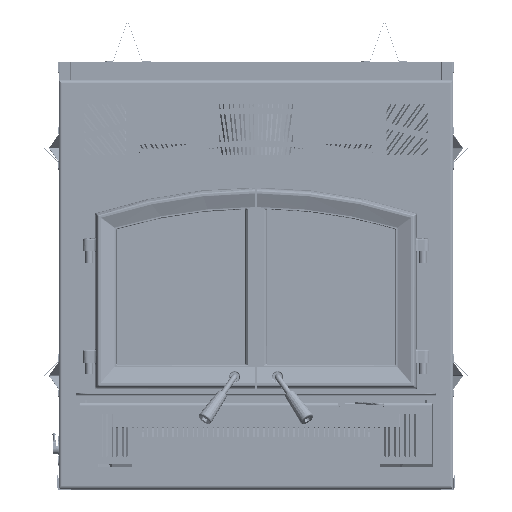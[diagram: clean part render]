
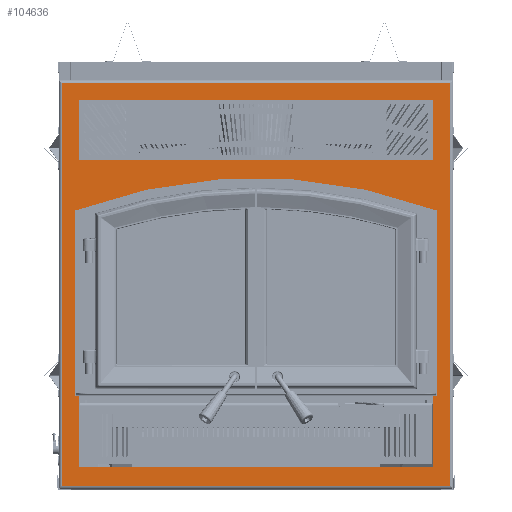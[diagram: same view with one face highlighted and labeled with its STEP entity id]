
A CAD part, front view. The second image highlights one B-rep face of the part: STEP entity #104636.
In plain terms, the highlighted planar face has unit normal (0, -1, 0).
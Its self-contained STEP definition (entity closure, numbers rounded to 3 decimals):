
#7325=CIRCLE('',#119548,0.063);
#7326=CIRCLE('',#119549,0.031);
#7327=CIRCLE('',#119550,0.031);
#7328=CIRCLE('',#119551,45.006);
#7329=CIRCLE('',#119552,0.031);
#7330=CIRCLE('',#119553,0.031);
#7331=CIRCLE('',#119554,0.063);
#7332=CIRCLE('',#119555,0.125);
#7333=CIRCLE('',#119556,0.125);
#7334=CIRCLE('',#119557,0.125);
#7335=CIRCLE('',#119558,0.125);
#26756=ORIENTED_EDGE('',*,*,#48116,.T.);
#26757=ORIENTED_EDGE('',*,*,#48121,.T.);
#26758=ORIENTED_EDGE('',*,*,#48122,.F.);
#26759=ORIENTED_EDGE('',*,*,#48123,.T.);
#26760=ORIENTED_EDGE('',*,*,#48124,.F.);
#26761=ORIENTED_EDGE('',*,*,#48125,.T.);
#26762=ORIENTED_EDGE('',*,*,#48126,.T.);
#26763=ORIENTED_EDGE('',*,*,#48127,.T.);
#26764=ORIENTED_EDGE('',*,*,#48128,.F.);
#26765=ORIENTED_EDGE('',*,*,#48129,.T.);
#26766=ORIENTED_EDGE('',*,*,#48130,.F.);
#26767=ORIENTED_EDGE('',*,*,#48131,.T.);
#26768=ORIENTED_EDGE('',*,*,#48118,.T.);
#26769=ORIENTED_EDGE('',*,*,#48132,.T.);
#26770=ORIENTED_EDGE('',*,*,#48133,.F.);
#26771=ORIENTED_EDGE('',*,*,#48134,.T.);
#26772=ORIENTED_EDGE('',*,*,#48135,.T.);
#26773=ORIENTED_EDGE('',*,*,#48136,.T.);
#26774=ORIENTED_EDGE('',*,*,#48137,.F.);
#26775=ORIENTED_EDGE('',*,*,#48138,.T.);
#26776=ORIENTED_EDGE('',*,*,#48139,.F.);
#26777=ORIENTED_EDGE('',*,*,#48140,.T.);
#26778=ORIENTED_EDGE('',*,*,#48141,.F.);
#26779=ORIENTED_EDGE('',*,*,#48142,.T.);
#26780=ORIENTED_EDGE('',*,*,#48143,.F.);
#26781=ORIENTED_EDGE('',*,*,#48144,.T.);
#48116=EDGE_CURVE('',#60228,#60227,#69392,.T.);
#48118=EDGE_CURVE('',#60229,#60230,#69394,.T.);
#48121=EDGE_CURVE('',#60227,#60231,#7325,.T.);
#48122=EDGE_CURVE('',#60232,#60231,#69397,.T.);
#48123=EDGE_CURVE('',#60232,#60233,#7326,.F.);
#48124=EDGE_CURVE('',#60234,#60233,#69398,.T.);
#48125=EDGE_CURVE('',#60234,#60235,#7327,.F.);
#48126=EDGE_CURVE('',#60235,#60236,#7328,.T.);
#48127=EDGE_CURVE('',#60236,#60237,#7329,.F.);
#48128=EDGE_CURVE('',#60238,#60237,#69399,.T.);
#48129=EDGE_CURVE('',#60238,#60239,#7330,.F.);
#48130=EDGE_CURVE('',#60240,#60239,#69400,.T.);
#48131=EDGE_CURVE('',#60240,#60229,#7331,.T.);
#48132=EDGE_CURVE('',#60230,#60228,#69401,.T.);
#48133=EDGE_CURVE('',#60241,#60242,#69402,.F.);
#48134=EDGE_CURVE('',#60241,#60243,#69403,.T.);
#48135=EDGE_CURVE('',#60243,#60244,#69404,.T.);
#48136=EDGE_CURVE('',#60244,#60242,#69405,.T.);
#48137=EDGE_CURVE('',#60245,#60246,#69406,.T.);
#48138=EDGE_CURVE('',#60245,#60247,#7332,.F.);
#48139=EDGE_CURVE('',#60248,#60247,#69407,.T.);
#48140=EDGE_CURVE('',#60248,#60249,#7333,.F.);
#48141=EDGE_CURVE('',#60250,#60249,#69408,.T.);
#48142=EDGE_CURVE('',#60250,#60251,#7334,.F.);
#48143=EDGE_CURVE('',#60252,#60251,#69409,.T.);
#48144=EDGE_CURVE('',#60252,#60246,#7335,.F.);
#60227=VERTEX_POINT('',#184095);
#60228=VERTEX_POINT('',#184097);
#60229=VERTEX_POINT('',#184101);
#60230=VERTEX_POINT('',#184102);
#60231=VERTEX_POINT('',#184107);
#60232=VERTEX_POINT('',#184109);
#60233=VERTEX_POINT('',#184111);
#60234=VERTEX_POINT('',#184113);
#60235=VERTEX_POINT('',#184115);
#60236=VERTEX_POINT('',#184117);
#60237=VERTEX_POINT('',#184119);
#60238=VERTEX_POINT('',#184121);
#60239=VERTEX_POINT('',#184123);
#60240=VERTEX_POINT('',#184125);
#60241=VERTEX_POINT('',#184129);
#60242=VERTEX_POINT('',#184130);
#60243=VERTEX_POINT('',#184132);
#60244=VERTEX_POINT('',#184134);
#60245=VERTEX_POINT('',#184137);
#60246=VERTEX_POINT('',#184138);
#60247=VERTEX_POINT('',#184140);
#60248=VERTEX_POINT('',#184142);
#60249=VERTEX_POINT('',#184144);
#60250=VERTEX_POINT('',#184146);
#60251=VERTEX_POINT('',#184148);
#60252=VERTEX_POINT('',#184150);
#69392=LINE('',#184096,#78572);
#69394=LINE('',#184100,#78574);
#69397=LINE('',#184108,#78577);
#69398=LINE('',#184112,#78578);
#69399=LINE('',#184120,#78579);
#69400=LINE('',#184124,#78580);
#69401=LINE('',#184127,#78581);
#69402=LINE('',#184128,#78582);
#69403=LINE('',#184131,#78583);
#69404=LINE('',#184133,#78584);
#69405=LINE('',#184135,#78585);
#69406=LINE('',#184136,#78586);
#69407=LINE('',#184141,#78587);
#69408=LINE('',#184145,#78588);
#69409=LINE('',#184149,#78589);
#78572=VECTOR('',#140819,39.37);
#78574=VECTOR('',#140823,39.37);
#78577=VECTOR('',#140830,39.37);
#78578=VECTOR('',#140833,39.37);
#78579=VECTOR('',#140840,39.37);
#78580=VECTOR('',#140843,39.37);
#78581=VECTOR('',#140846,39.37);
#78582=VECTOR('',#140847,39.37);
#78583=VECTOR('',#140848,39.37);
#78584=VECTOR('',#140849,39.37);
#78585=VECTOR('',#140850,39.37);
#78586=VECTOR('',#140851,39.37);
#78587=VECTOR('',#140854,39.37);
#78588=VECTOR('',#140857,39.37);
#78589=VECTOR('',#140860,39.37);
#87806=EDGE_LOOP('',(#26756,#26757,#26758,#26759,#26760,#26761,#26762,#26763,
#26764,#26765,#26766,#26767,#26768,#26769));
#87807=EDGE_LOOP('',(#26770,#26771,#26772,#26773));
#87808=EDGE_LOOP('',(#26774,#26775,#26776,#26777,#26778,#26779,#26780,#26781));
#95507=FACE_BOUND('',#87806,.T.);
#95508=FACE_BOUND('',#87807,.T.);
#95509=FACE_BOUND('',#87808,.T.);
#99958=PLANE('',#119547);
#104636=ADVANCED_FACE('',(#95507,#95508,#95509),#99958,.T.);
#119547=AXIS2_PLACEMENT_3D('',#184105,#140826,#140827);
#119548=AXIS2_PLACEMENT_3D('',#184106,#140828,#140829);
#119549=AXIS2_PLACEMENT_3D('',#184110,#140831,#140832);
#119550=AXIS2_PLACEMENT_3D('',#184114,#140834,#140835);
#119551=AXIS2_PLACEMENT_3D('',#184116,#140836,#140837);
#119552=AXIS2_PLACEMENT_3D('',#184118,#140838,#140839);
#119553=AXIS2_PLACEMENT_3D('',#184122,#140841,#140842);
#119554=AXIS2_PLACEMENT_3D('',#184126,#140844,#140845);
#119555=AXIS2_PLACEMENT_3D('',#184139,#140852,#140853);
#119556=AXIS2_PLACEMENT_3D('',#184143,#140855,#140856);
#119557=AXIS2_PLACEMENT_3D('',#184147,#140858,#140859);
#119558=AXIS2_PLACEMENT_3D('',#184151,#140861,#140862);
#140819=DIRECTION('',(0.,0.,1.));
#140823=DIRECTION('',(0.,0.,-1.));
#140826=DIRECTION('',(0.,-1.,0.));
#140827=DIRECTION('',(0.,0.,-1.));
#140828=DIRECTION('',(0.,-1.,0.));
#140829=DIRECTION('',(0.,0.,-1.));
#140830=DIRECTION('',(1.,0.,0.));
#140831=DIRECTION('',(0.,-1.,0.));
#140832=DIRECTION('',(0.,0.,-1.));
#140833=DIRECTION('',(0.,0.,-1.));
#140834=DIRECTION('',(0.,-1.,0.));
#140835=DIRECTION('',(0.,0.,-1.));
#140836=DIRECTION('',(0.,1.,0.));
#140837=DIRECTION('',(1.,0.,0.));
#140838=DIRECTION('',(0.,-1.,0.));
#140839=DIRECTION('',(0.,0.,-1.));
#140840=DIRECTION('',(0.,0.,1.));
#140841=DIRECTION('',(0.,-1.,0.));
#140842=DIRECTION('',(0.,0.,-1.));
#140843=DIRECTION('',(1.,0.,0.));
#140844=DIRECTION('',(0.,-1.,0.));
#140845=DIRECTION('',(0.,0.,-1.));
#140846=DIRECTION('',(-1.,0.,0.));
#140847=DIRECTION('',(1.,0.,0.));
#140848=DIRECTION('',(0.,0.,1.));
#140849=DIRECTION('',(-1.,0.,0.));
#140850=DIRECTION('',(0.,0.,-1.));
#140851=DIRECTION('',(0.,0.,-1.));
#140852=DIRECTION('',(0.,-1.,0.));
#140853=DIRECTION('',(0.,0.,-1.));
#140854=DIRECTION('',(-1.,0.,0.));
#140855=DIRECTION('',(0.,-1.,0.));
#140856=DIRECTION('',(0.,0.,-1.));
#140857=DIRECTION('',(0.,0.,1.));
#140858=DIRECTION('',(0.,-1.,0.));
#140859=DIRECTION('',(0.,0.,-1.));
#140860=DIRECTION('',(1.,0.,0.));
#140861=DIRECTION('',(0.,-1.,0.));
#140862=DIRECTION('',(0.,0.,-1.));
#184095=CARTESIAN_POINT('',(-15.375,0.,-10.099));
#184096=CARTESIAN_POINT('',(-15.375,0.,-16.205));
#184097=CARTESIAN_POINT('',(-15.375,0.,-16.205));
#184100=CARTESIAN_POINT('',(15.375,0.,-16.205));
#184101=CARTESIAN_POINT('',(15.375,0.,-10.099));
#184102=CARTESIAN_POINT('',(15.375,0.,-16.205));
#184105=CARTESIAN_POINT('',(17.,0.,-18.094));
#184106=CARTESIAN_POINT('',(-15.437,0.,-10.099));
#184107=CARTESIAN_POINT('',(-15.437,0.,-10.036));
#184108=CARTESIAN_POINT('',(17.,0.,-10.036));
#184109=CARTESIAN_POINT('',(-15.656,0.,-10.036));
#184110=CARTESIAN_POINT('',(-15.656,0.,-10.005));
#184111=CARTESIAN_POINT('',(-15.687,0.,-10.005));
#184112=CARTESIAN_POINT('',(-15.687,0.,-18.094));
#184113=CARTESIAN_POINT('',(-15.687,0.,6.04));
#184114=CARTESIAN_POINT('',(-15.656,0.,6.04));
#184115=CARTESIAN_POINT('',(-15.667,0.,6.069));
#184116=CARTESIAN_POINT('',(0.,0.,-36.122));
#184117=CARTESIAN_POINT('',(15.667,0.,6.069));
#184118=CARTESIAN_POINT('',(15.656,0.,6.04));
#184119=CARTESIAN_POINT('',(15.687,0.,6.04));
#184120=CARTESIAN_POINT('',(15.687,0.,-18.094));
#184121=CARTESIAN_POINT('',(15.687,0.,-10.005));
#184122=CARTESIAN_POINT('',(15.656,0.,-10.005));
#184123=CARTESIAN_POINT('',(15.656,0.,-10.036));
#184124=CARTESIAN_POINT('',(17.,0.,-10.036));
#184125=CARTESIAN_POINT('',(15.437,0.,-10.036));
#184126=CARTESIAN_POINT('',(15.437,0.,-10.099));
#184127=CARTESIAN_POINT('',(-15.375,0.,-16.205));
#184128=CARTESIAN_POINT('',(16.828,0.,-17.829));
#184129=CARTESIAN_POINT('',(16.828,0.,-17.829));
#184130=CARTESIAN_POINT('',(-16.828,0.,-17.829));
#184131=CARTESIAN_POINT('',(16.828,0.,-17.829));
#184132=CARTESIAN_POINT('',(16.828,0.,17.099));
#184133=CARTESIAN_POINT('',(16.828,0.,17.099));
#184134=CARTESIAN_POINT('',(-16.828,0.,17.099));
#184135=CARTESIAN_POINT('',(-16.828,0.,17.099));
#184136=CARTESIAN_POINT('',(-15.375,0.,-18.094));
#184137=CARTESIAN_POINT('',(-15.375,0.,15.571));
#184138=CARTESIAN_POINT('',(-15.375,0.,10.584));
#184139=CARTESIAN_POINT('',(-15.25,0.,15.571));
#184140=CARTESIAN_POINT('',(-15.25,0.,15.696));
#184141=CARTESIAN_POINT('',(17.,0.,15.696));
#184142=CARTESIAN_POINT('',(15.25,0.,15.696));
#184143=CARTESIAN_POINT('',(15.25,0.,15.571));
#184144=CARTESIAN_POINT('',(15.375,0.,15.571));
#184145=CARTESIAN_POINT('',(15.375,0.,-18.094));
#184146=CARTESIAN_POINT('',(15.375,0.,10.584));
#184147=CARTESIAN_POINT('',(15.25,0.,10.584));
#184148=CARTESIAN_POINT('',(15.25,0.,10.459));
#184149=CARTESIAN_POINT('',(17.,0.,10.459));
#184150=CARTESIAN_POINT('',(-15.25,0.,10.459));
#184151=CARTESIAN_POINT('',(-15.25,0.,10.584));
